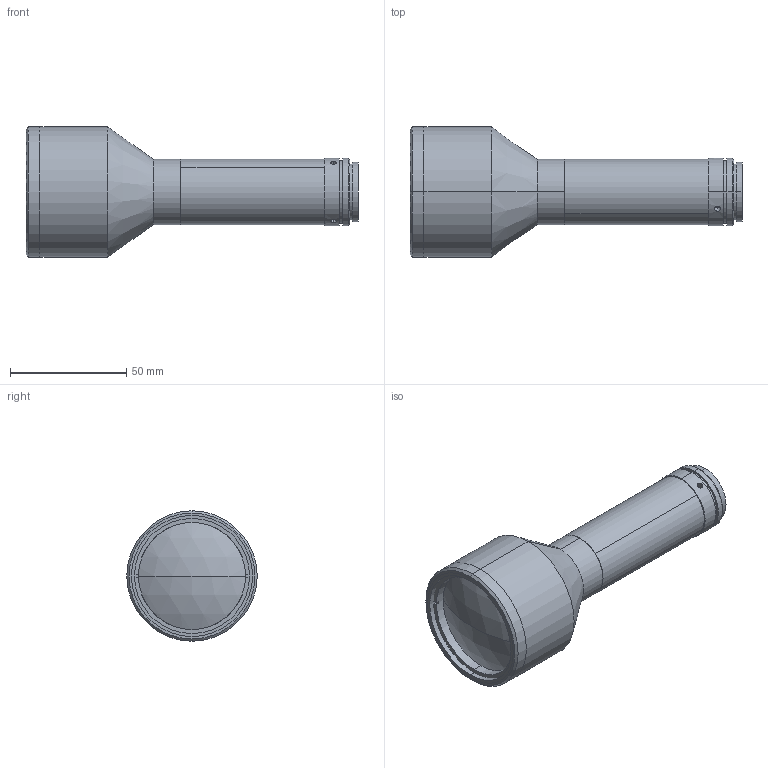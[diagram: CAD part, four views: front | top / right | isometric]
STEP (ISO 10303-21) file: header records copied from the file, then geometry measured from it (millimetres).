
FILE_DESCRIPTION (( 'STEP AP203' ), '1' );
FILE_NAME ('XF-5MDT0.4X110B-蚾饜极-20151125V5.STEP', '2016-02-23T02:54:03', ( 'cherishsunshine' ), ( '' ), 'SwSTEP 2.0', 'SolidWorks 2014', '' );
FILE_SCHEMA (( 'CONFIG_CONTROL_DESIGN' ));
Length unit declared in the file: millimetre
Products named in the file (1): XF-5MDT0.4X110B-蚾饜极-20151125V5
Bounding box: 142.55 x 56 x 56 mm (x, y, z)
Surface area: 24867.8 mm2 (no closed solid volume)
Topology: 0 solids, 9 shells, 76 faces, 192 edges, 131 vertices
Faces by surface type: cylinder 40, plane 28, cone 6, sphere 2
Entity records: 2589 total; most frequent: CARTESIAN_POINT 628, DIRECTION 436, ORIENTED_EDGE 326, EDGE_CURVE 192, AXIS2_PLACEMENT_3D 179, VERTEX_POINT 131, CIRCLE 102, EDGE_LOOP 93
